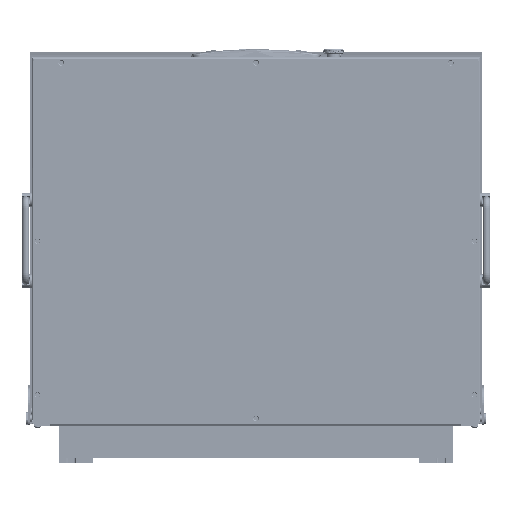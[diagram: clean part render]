
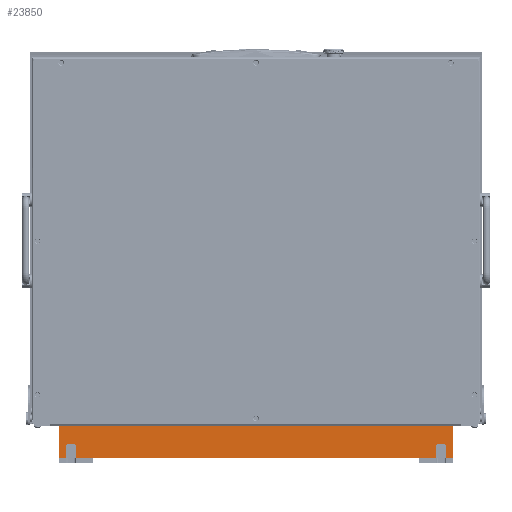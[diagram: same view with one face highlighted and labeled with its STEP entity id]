
A CAD part, front view. The second image highlights one B-rep face of the part: STEP entity #23850.
In plain terms, the highlighted planar face has unit normal (0, -1, 0).
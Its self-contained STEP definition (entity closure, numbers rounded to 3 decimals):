
#2903 = EDGE_CURVE ( 'NONE', #167711, #130564, #79560, .T. ) ;
#5560 = VECTOR ( 'NONE', #232608, 1000. ) ;
#9904 = LINE ( 'NONE', #164281, #221486 ) ;
#14090 = CARTESIAN_POINT ( 'NONE',  ( 242., -4., 20. ) ) ;
#16523 = LINE ( 'NONE', #14090, #135235 ) ;
#19024 = DIRECTION ( 'NONE',  ( 0., -1., 0. ) ) ;
#21532 = EDGE_CURVE ( 'NONE', #27034, #238765, #220821, .T. ) ;
#23008 = CARTESIAN_POINT ( 'NONE',  ( -242., -4., 20. ) ) ;
#23850 = ADVANCED_FACE ( 'NONE', ( #95615 ), #208060, .T. ) ;
#26054 = CIRCLE ( 'NONE', #77353, 3. ) ;
#26064 = CARTESIAN_POINT ( 'NONE',  ( -224., -4., 2. ) ) ;
#27034 = VERTEX_POINT ( 'NONE', #26064 ) ;
#33392 = ORIENTED_EDGE ( 'NONE', *, *, #114798, .F. ) ;
#35243 = DIRECTION ( 'NONE',  ( 0., 1., 0. ) ) ;
#36170 = AXIS2_PLACEMENT_3D ( 'NONE', #239647, #70439, #219931 ) ;
#36928 = EDGE_CURVE ( 'NONE', #130564, #184959, #183898, .T. ) ;
#43906 = VECTOR ( 'NONE', #78679, 1000. ) ;
#46042 = VERTEX_POINT ( 'NONE', #155514 ) ;
#47707 = VECTOR ( 'NONE', #186340, 1000. ) ;
#50822 = CARTESIAN_POINT ( 'NONE',  ( 224., -4., 2. ) ) ;
#51322 = CARTESIAN_POINT ( 'NONE',  ( 230., -4., 5. ) ) ;
#51565 = CARTESIAN_POINT ( 'NONE',  ( -230., -4., 2. ) ) ;
#56072 = EDGE_CURVE ( 'NONE', #109941, #63118, #113224, .T. ) ;
#56886 = DIRECTION ( 'NONE',  ( 1., 0., 0. ) ) ;
#58519 = DIRECTION ( 'NONE',  ( 0., 0., -1. ) ) ;
#60120 = ORIENTED_EDGE ( 'NONE', *, *, #66336, .T. ) ;
#61579 = CARTESIAN_POINT ( 'NONE',  ( -233., -4., 5. ) ) ;
#63118 = VERTEX_POINT ( 'NONE', #166102 ) ;
#66336 = EDGE_CURVE ( 'NONE', #111420, #167711, #175262, .T. ) ;
#69532 = ORIENTED_EDGE ( 'NONE', *, *, #70822, .T. ) ;
#70439 = DIRECTION ( 'NONE',  ( 0., 1., 0. ) ) ;
#70822 = EDGE_CURVE ( 'NONE', #220635, #172619, #230187, .T. ) ;
#71091 = DIRECTION ( 'NONE',  ( 0., 0., 1. ) ) ;
#71584 = CIRCLE ( 'NONE', #134664, 3. ) ;
#72939 = CARTESIAN_POINT ( 'NONE',  ( 242., -4., 20. ) ) ;
#74991 = DIRECTION ( 'NONE',  ( -1., 0., 0. ) ) ;
#75418 = CARTESIAN_POINT ( 'NONE',  ( -242., -4., 20. ) ) ;
#77353 = AXIS2_PLACEMENT_3D ( 'NONE', #210623, #212537, #135920 ) ;
#78679 = DIRECTION ( 'NONE',  ( 1., 0., 0. ) ) ;
#79560 = CIRCLE ( 'NONE', #36170, 3. ) ;
#79583 = VERTEX_POINT ( 'NONE', #181522 ) ;
#82263 = ORIENTED_EDGE ( 'NONE', *, *, #86986, .T. ) ;
#86986 = EDGE_CURVE ( 'NONE', #129259, #46042, #141203, .T. ) ;
#89459 = DIRECTION ( 'NONE',  ( 0., 0., -1. ) ) ;
#91066 = VERTEX_POINT ( 'NONE', #168512 ) ;
#91382 = EDGE_CURVE ( 'NONE', #220635, #184959, #9904, .T. ) ;
#92509 = DIRECTION ( 'NONE',  ( 0., 0., 1. ) ) ;
#93944 = LINE ( 'NONE', #75418, #145280 ) ;
#94521 = ORIENTED_EDGE ( 'NONE', *, *, #125537, .F. ) ;
#95615 = FACE_OUTER_BOUND ( 'NONE', #123597, .T. ) ;
#101708 = DIRECTION ( 'NONE',  ( 0., 0., -1. ) ) ;
#104309 = AXIS2_PLACEMENT_3D ( 'NONE', #187258, #202075, #204512 ) ;
#104652 = CARTESIAN_POINT ( 'NONE',  ( -242., -4., -20. ) ) ;
#107275 = CARTESIAN_POINT ( 'NONE',  ( 233., -4., 20. ) ) ;
#108778 = ORIENTED_EDGE ( 'NONE', *, *, #21532, .T. ) ;
#109941 = VERTEX_POINT ( 'NONE', #61579 ) ;
#110365 = VERTEX_POINT ( 'NONE', #23008 ) ;
#110772 = CARTESIAN_POINT ( 'NONE',  ( -233., -4., 20. ) ) ;
#111420 = VERTEX_POINT ( 'NONE', #214048 ) ;
#111545 = VECTOR ( 'NONE', #114774, 1000. ) ;
#113224 = LINE ( 'NONE', #110772, #239141 ) ;
#114534 = CARTESIAN_POINT ( 'NONE',  ( -242., -4., 20. ) ) ;
#114774 = DIRECTION ( 'NONE',  ( -1., 0., 0. ) ) ;
#114798 = EDGE_CURVE ( 'NONE', #91066, #79583, #144157, .T. ) ;
#117303 = ORIENTED_EDGE ( 'NONE', *, *, #147521, .F. ) ;
#118188 = LINE ( 'NONE', #114534, #43906 ) ;
#120274 = CARTESIAN_POINT ( 'NONE',  ( 233., -4., 20. ) ) ;
#120821 = ORIENTED_EDGE ( 'NONE', *, *, #184346, .T. ) ;
#121035 = CARTESIAN_POINT ( 'NONE',  ( 221., -4., 5. ) ) ;
#123597 = EDGE_LOOP ( 'NONE', ( #198352, #145320, #117303, #33392, #94521, #142829, #82263, #197332, #60120, #190509, #165252, #232127, #69532, #215215, #108778, #120821 ) ) ;
#125537 = EDGE_CURVE ( 'NONE', #208061, #91066, #16523, .T. ) ;
#126772 = DIRECTION ( 'NONE',  ( -1., 0., 0. ) ) ;
#129259 = VERTEX_POINT ( 'NONE', #107275 ) ;
#130564 = VERTEX_POINT ( 'NONE', #121035 ) ;
#134664 = AXIS2_PLACEMENT_3D ( 'NONE', #51322, #35243, #71091 ) ;
#135235 = VECTOR ( 'NONE', #89459, 1000. ) ;
#135920 = DIRECTION ( 'NONE',  ( 0., 0., -1. ) ) ;
#141203 = LINE ( 'NONE', #120274, #200617 ) ;
#142829 = ORIENTED_EDGE ( 'NONE', *, *, #166589, .F. ) ;
#144157 = LINE ( 'NONE', #104652, #209009 ) ;
#145280 = VECTOR ( 'NONE', #56886, 1000. ) ;
#145320 = ORIENTED_EDGE ( 'NONE', *, *, #188279, .F. ) ;
#147521 = EDGE_CURVE ( 'NONE', #79583, #110365, #201248, .T. ) ;
#152914 = CARTESIAN_POINT ( 'NONE',  ( 221., -4., 20. ) ) ;
#154595 = CARTESIAN_POINT ( 'NONE',  ( -230., -4., 2. ) ) ;
#155514 = CARTESIAN_POINT ( 'NONE',  ( 233., -4., 5. ) ) ;
#157287 = CARTESIAN_POINT ( 'NONE',  ( -221., -4., 20. ) ) ;
#160438 = EDGE_CURVE ( 'NONE', #172619, #27034, #26054, .T. ) ;
#164281 = CARTESIAN_POINT ( 'NONE',  ( -242., -4., 20. ) ) ;
#165252 = ORIENTED_EDGE ( 'NONE', *, *, #36928, .T. ) ;
#166102 = CARTESIAN_POINT ( 'NONE',  ( -233., -4., 20. ) ) ;
#166589 = EDGE_CURVE ( 'NONE', #129259, #208061, #93944, .T. ) ;
#167711 = VERTEX_POINT ( 'NONE', #50822 ) ;
#168512 = CARTESIAN_POINT ( 'NONE',  ( 242., -4., -20. ) ) ;
#170959 = CARTESIAN_POINT ( 'NONE',  ( 242., -4., -20. ) ) ;
#172619 = VERTEX_POINT ( 'NONE', #210350 ) ;
#175262 = LINE ( 'NONE', #229597, #111545 ) ;
#178250 = VECTOR ( 'NONE', #92509, 1000. ) ;
#181522 = CARTESIAN_POINT ( 'NONE',  ( -242., -4., -20. ) ) ;
#183898 = LINE ( 'NONE', #224603, #47707 ) ;
#184346 = EDGE_CURVE ( 'NONE', #238765, #109941, #238305, .T. ) ;
#184959 = VERTEX_POINT ( 'NONE', #152914 ) ;
#186340 = DIRECTION ( 'NONE',  ( 0., 0., 1. ) ) ;
#187258 = CARTESIAN_POINT ( 'NONE',  ( -230., -4., 5. ) ) ;
#188279 = EDGE_CURVE ( 'NONE', #110365, #63118, #118188, .T. ) ;
#188409 = EDGE_CURVE ( 'NONE', #46042, #111420, #71584, .T. ) ;
#190509 = ORIENTED_EDGE ( 'NONE', *, *, #2903, .T. ) ;
#191004 = AXIS2_PLACEMENT_3D ( 'NONE', #170959, #19024, #58519 ) ;
#197332 = ORIENTED_EDGE ( 'NONE', *, *, #188409, .T. ) ;
#198352 = ORIENTED_EDGE ( 'NONE', *, *, #56072, .T. ) ;
#199109 = VECTOR ( 'NONE', #74991, 1000. ) ;
#200617 = VECTOR ( 'NONE', #101708, 1000. ) ;
#201248 = LINE ( 'NONE', #221006, #178250 ) ;
#202075 = DIRECTION ( 'NONE',  ( 0., 1., 0. ) ) ;
#204512 = DIRECTION ( 'NONE',  ( 0., 0., -1. ) ) ;
#208060 = PLANE ( 'NONE',  #191004 ) ;
#208061 = VERTEX_POINT ( 'NONE', #72939 ) ;
#209009 = VECTOR ( 'NONE', #126772, 1000. ) ;
#210350 = CARTESIAN_POINT ( 'NONE',  ( -221., -4., 5. ) ) ;
#210623 = CARTESIAN_POINT ( 'NONE',  ( -224., -4., 5. ) ) ;
#212537 = DIRECTION ( 'NONE',  ( 0., 1., 0. ) ) ;
#213006 = CARTESIAN_POINT ( 'NONE',  ( -221., -4., 20. ) ) ;
#214048 = CARTESIAN_POINT ( 'NONE',  ( 230., -4., 2. ) ) ;
#215215 = ORIENTED_EDGE ( 'NONE', *, *, #160438, .T. ) ;
#219931 = DIRECTION ( 'NONE',  ( 0., 0., 1. ) ) ;
#220635 = VERTEX_POINT ( 'NONE', #213006 ) ;
#220821 = LINE ( 'NONE', #51565, #199109 ) ;
#221006 = CARTESIAN_POINT ( 'NONE',  ( -242., -4., 20. ) ) ;
#221486 = VECTOR ( 'NONE', #239601, 1000. ) ;
#224603 = CARTESIAN_POINT ( 'NONE',  ( 221., -4., 20. ) ) ;
#229597 = CARTESIAN_POINT ( 'NONE',  ( 230., -4., 2. ) ) ;
#230187 = LINE ( 'NONE', #157287, #5560 ) ;
#232127 = ORIENTED_EDGE ( 'NONE', *, *, #91382, .F. ) ;
#232608 = DIRECTION ( 'NONE',  ( 0., 0., -1. ) ) ;
#238305 = CIRCLE ( 'NONE', #104309, 3. ) ;
#238765 = VERTEX_POINT ( 'NONE', #154595 ) ;
#239141 = VECTOR ( 'NONE', #244156, 1000. ) ;
#239601 = DIRECTION ( 'NONE',  ( 1., 0., 0. ) ) ;
#239647 = CARTESIAN_POINT ( 'NONE',  ( 224., -4., 5. ) ) ;
#244156 = DIRECTION ( 'NONE',  ( 0., 0., 1. ) ) ;
